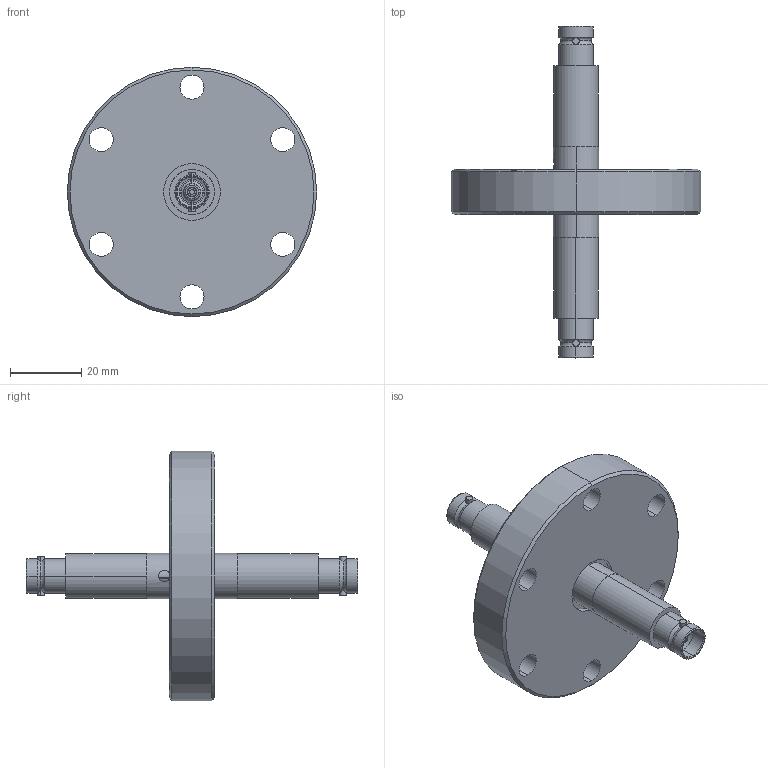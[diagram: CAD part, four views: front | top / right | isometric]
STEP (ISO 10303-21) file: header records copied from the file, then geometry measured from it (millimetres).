
FILE_DESCRIPTION (( 'STEP AP203' ), '1' );
FILE_NAME ('A0473-1-CF.STEP', '2011-10-04T18:36:15', ( '' ), ( '' ), 'SwSTEP 2.0', 'SolidWorks 2011', '' );
FILE_SCHEMA (( 'CONFIG_CONTROL_DESIGN' ));
Length unit declared in the file: inch
Products named in the file (1): A0473-1-CF
Bounding box: 69.85 x 92.96 x 69.85 mm (x, y, z)
Volume: 47772.6 mm3; surface area: 21178.5 mm2
Topology: 1 solids, 1 shells, 320 faces, 810 edges, 513 vertices
Faces by surface type: cylinder 139, plane 94, cone 52, torus 32, sphere 3
Entity records: 10622 total; most frequent: CARTESIAN_POINT 2501, DIRECTION 1845, ORIENTED_EDGE 1614, EDGE_CURVE 807, AXIS2_PLACEMENT_3D 771, VERTEX_POINT 511, CIRCLE 450, EDGE_LOOP 370
